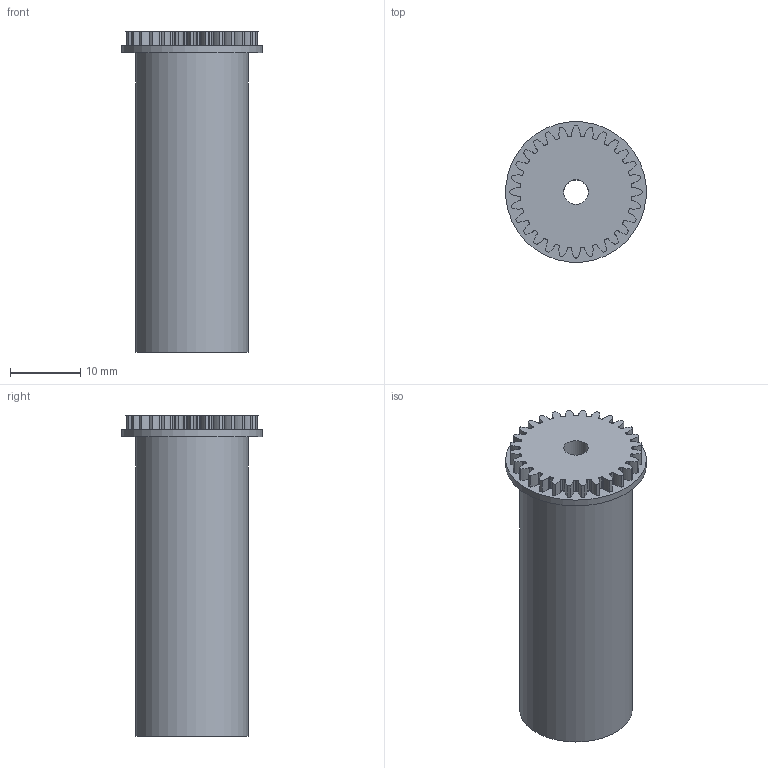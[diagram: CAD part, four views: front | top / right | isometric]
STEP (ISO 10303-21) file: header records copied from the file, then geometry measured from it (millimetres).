
FILE_DESCRIPTION(/* description */ ('Spur Gear; Module: 0.625; Num Teeth: 28; Pressure Angle: 20.0; Backlash: 0.00 mm'),/* implementation_level */ '2;1');
FILE_NAME(/* name */ 'Roler.step',/* time_stamp */ '2025-07-15T14:00:54+09:00',/* author */ (''),/* organization */ (''),/* preprocessor_version */ 'ST-DEVELOPER v20.1',/* originating_system */ 'Autodesk Translation Framework v14.10.0.0',/* authorisation */ '');
FILE_SCHEMA (('AUTOMOTIVE_DESIGN { 1 0 10303 214 3 1 1 }'));
Length unit declared in the file: millimetre
Products named in the file (1): ローラー
Bounding box: 19.94 x 19.94 x 45.48 mm (x, y, z)
Volume: 8892.1 mm3; surface area: 3529.1 mm2
Topology: 1 solids, 1 shells, 231 faces, 681 edges, 454 vertices
Faces by surface type: cylinder 115, plane 60, bspline 56
Full cylindrical faces by diameter (mm): 3.5 x1, 16 x1, 20 x1
Entity records: 23874 total; most frequent: CARTESIAN_POINT 17999, ORIENTED_EDGE 1362, DIRECTION 1151, EDGE_CURVE 681, VERTEX_POINT 454, AXIS2_PLACEMENT_3D 406, LINE 339, VECTOR 339
